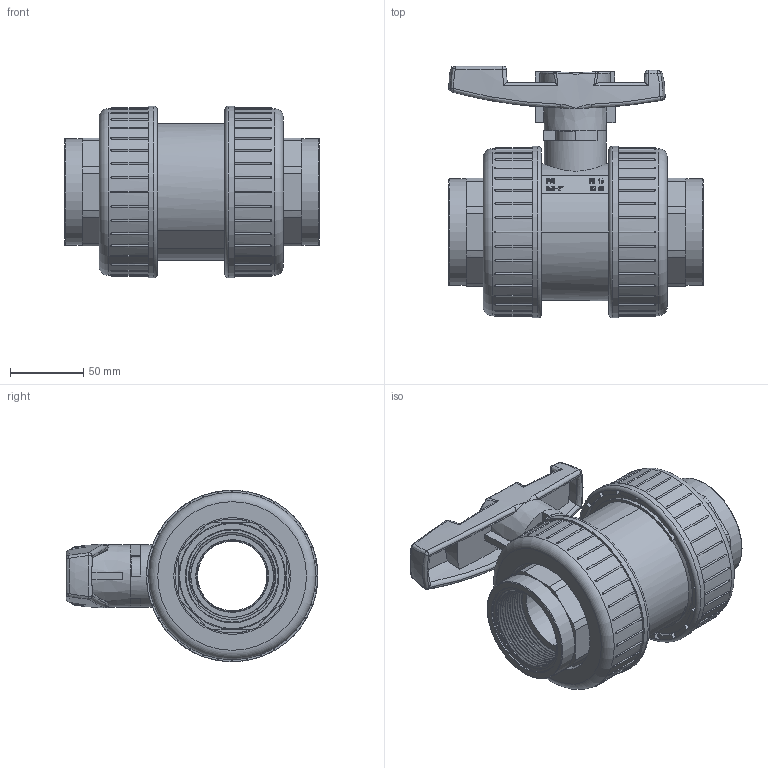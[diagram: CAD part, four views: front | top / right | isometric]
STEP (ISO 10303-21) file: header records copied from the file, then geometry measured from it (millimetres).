
FILE_DESCRIPTION(/* description */ (''),/* implementation_level */ '2;1');
FILE_NAME(/* name */ 'AK0972.000.063.step',/* time_stamp */ '2025-12-30T09:24:45+01:00',/* author */ (''),/* organization */ (''),/* preprocessor_version */ 'ST-DEVELOPER v20.1',/* originating_system */ 'Autodesk Translation Framework v14.21.0.0',/* authorisation */ '');
FILE_SCHEMA (('AUTOMOTIVE_DESIGN { 1 0 10303 214 3 1 1 }'));
Products named in the file (1): 2025-12-30-08-12-34-560
Bounding box: 174.47 x 172.41 x 117.44 mm (x, y, z)
Volume: 1024419.1 mm3; surface area: 321296 mm2
Topology: 16 solids, 16 shells, 1190 faces, 3306 edges, 2163 vertices
Faces by surface type: plane 538, cylinder 303, bspline 201, sphere 85, torus 56, cone 7
Full cylindrical faces by diameter (mm): 2.869 x1, 3.825 x1, 21.239 x4, 26.236 x3, 27.485 x1, 28.735 x2, 31.233 x1, 42.647 x1, 47.475 x1, 48.724 x2, 49.8 x2, 49.973 x2, 56.47 x3, 56.656 x20, 57.469 x1, 58.719 x3, 59.614 x20, 63.216 x3, 63.716 x1, 64 x2, 69.338 x1, 70.138 x3, 73 x2, 74.21 x3, 76.834 x1, 78 x2, 79.957 x2, 81.207 x1, 82.456 x4, 82.956 x1
Entity records: 92982 total; most frequent: CARTESIAN_POINT 63600, ORIENTED_EDGE 6514, DIRECTION 5636, EDGE_CURVE 3257, VERTEX_POINT 2163, AXIS2_PLACEMENT_3D 2089, LINE 1458, VECTOR 1458
